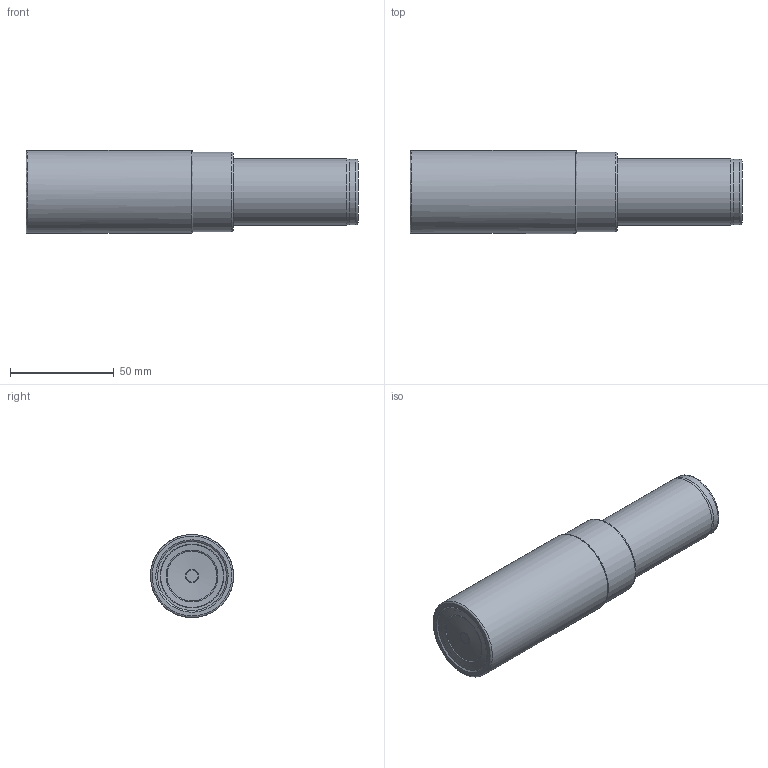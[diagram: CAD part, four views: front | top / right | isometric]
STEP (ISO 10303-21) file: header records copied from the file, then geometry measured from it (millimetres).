
FILE_DESCRIPTION(/* description */ (''),/* implementation_level */ '2;1');
FILE_NAME(/* name */ 'AHM90-AP1204-D40-W32-L160-Z0321-H.stp',/* time_stamp */ '2023-12-09T23:18:57+03:00',/* author */ (''),/* organization */ (''),/* preprocessor_version */ 'ST-DEVELOPER v19.4',/* originating_system */ 'SIEMENS PLM Software NX2306.3001',/* authorisation */ '');
FILE_SCHEMA (('AUTOMOTIVE_DESIGN { 1 0 10303 214 3 1 1 1 }'));
Length unit declared in the file: millimetre
Products named in the file (1): AHM90-AP1204-D40-W32-L160-Z0321-H_XT
Bounding box: 159.91 x 40 x 40 mm (x, y, z)
Volume: 227243.2 mm3; surface area: 37812.3 mm2
Topology: 2 solids, 2 shells, 26 faces, 55 edges, 34 vertices
Faces by surface type: bspline 10, cylinder 5, plane 5, torus 4, cone 2
Full cylindrical faces by diameter (mm): 24 x1, 31.5 x1, 32 x1, 38.5 x1, 40 x1
Entity records: 2706 total; most frequent: CARTESIAN_POINT 2196, DIRECTION 66, EDGE_LOOP 50, ORIENTED_EDGE 50, FACE_BOUND 48, AXIS2_PLACEMENT_3D 33, ADVANCED_FACE 26, VERTEX_POINT 25
